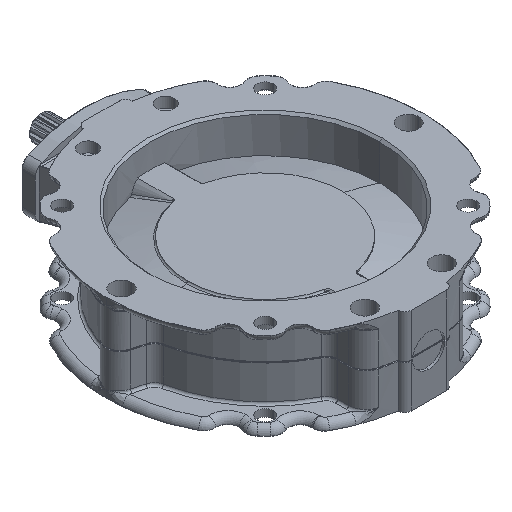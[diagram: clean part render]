
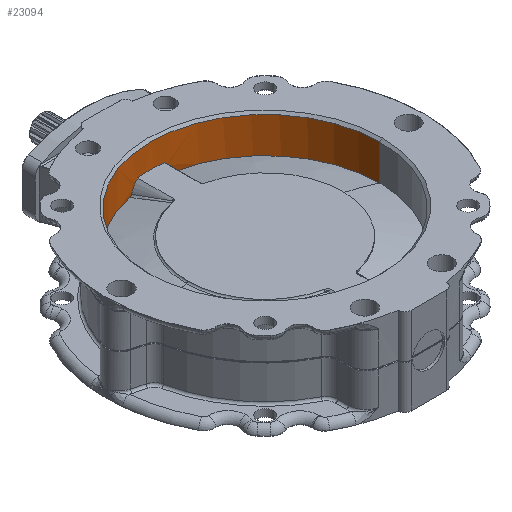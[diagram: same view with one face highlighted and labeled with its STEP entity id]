
A CAD part, isometric view. The second image highlights one B-rep face of the part: STEP entity #23094.
In plain terms, the highlighted cylindrical face has radius 100 mm (diameter 200 mm), a partial arc.
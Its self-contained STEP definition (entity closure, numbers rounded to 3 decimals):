
#82 = CARTESIAN_POINT ( 'NONE',  ( 17.984, 98.37, 6.133 ) ) ;
#146 = ORIENTED_EDGE ( 'NONE', *, *, #27319, .T. ) ;
#1187 = CARTESIAN_POINT ( 'NONE',  ( -100., 0., 36. ) ) ;
#1206 = CARTESIAN_POINT ( 'NONE',  ( 100., 0., 36. ) ) ;
#1628 = CARTESIAN_POINT ( 'NONE',  ( -19.513, 98.078, 5. ) ) ;
#1787 = CARTESIAN_POINT ( 'NONE',  ( -16.406, 98.645, 9.594 ) ) ;
#2708 = CARTESIAN_POINT ( 'NONE',  ( 100., 0., 5. ) ) ;
#2929 = DIRECTION ( 'NONE',  ( 0., 0., 1. ) ) ;
#3119 = CARTESIAN_POINT ( 'NONE',  ( 17.252, 98.501, 8.01 ) ) ;
#3256 = CARTESIAN_POINT ( 'NONE',  ( 16.417, 98.644, 9.607 ) ) ;
#3651 = DIRECTION ( 'NONE',  ( 0., 0., -1. ) ) ;
#3779 = EDGE_CURVE ( 'NONE', #26466, #8248, #20832, .T. ) ;
#4083 = CARTESIAN_POINT ( 'NONE',  ( -18.944, 98.189, 5.158 ) ) ;
#4133 = VERTEX_POINT ( 'NONE', #1187 ) ;
#4269 = AXIS2_PLACEMENT_3D ( 'NONE', #22891, #2929, #4974 ) ;
#4974 = DIRECTION ( 'NONE',  ( -1., 0., 0. ) ) ;
#5088 = VERTEX_POINT ( 'NONE', #1206 ) ;
#5180 = CARTESIAN_POINT ( 'NONE',  ( 11.662, 99.318, 15. ) ) ;
#5268 = DIRECTION ( 'NONE',  ( 0., 0., -1. ) ) ;
#5505 = EDGE_CURVE ( 'NONE', #5088, #4133, #17767, .T. ) ;
#5743 = CARTESIAN_POINT ( 'NONE',  ( 17.917, 98.382, 6.323 ) ) ;
#5817 = CARTESIAN_POINT ( 'NONE',  ( 18.946, 98.189, 5.166 ) ) ;
#6052 = ORIENTED_EDGE ( 'NONE', *, *, #17422, .F. ) ;
#6496 = CARTESIAN_POINT ( 'NONE',  ( 19.315, 98.117, 5.033 ) ) ;
#6886 = AXIS2_PLACEMENT_3D ( 'NONE', #12846, #3651, #12558 ) ;
#7187 = CARTESIAN_POINT ( 'NONE',  ( -100., 0., 5. ) ) ;
#7228 = DIRECTION ( 'NONE',  ( 0., 0., -1. ) ) ;
#7849 = DIRECTION ( 'NONE',  ( 1., 0., 0. ) ) ;
#7926 = VERTEX_POINT ( 'NONE', #7187 ) ;
#8248 = VERTEX_POINT ( 'NONE', #21849 ) ;
#8689 = CARTESIAN_POINT ( 'NONE',  ( 18.076, 98.353, 5.956 ) ) ;
#8794 = EDGE_CURVE ( 'NONE', #7926, #24095, #17337, .T. ) ;
#8847 = ORIENTED_EDGE ( 'NONE', *, *, #5505, .T. ) ;
#8883 = VERTEX_POINT ( 'NONE', #2708 ) ;
#8973 = CARTESIAN_POINT ( 'NONE',  ( 18.309, 98.31, 5.633 ) ) ;
#9868 = CARTESIAN_POINT ( 'NONE',  ( 19.711, 98.038, 5. ) ) ;
#10078 = FACE_OUTER_BOUND ( 'NONE', #18053, .T. ) ;
#10271 = CARTESIAN_POINT ( 'NONE',  ( 11.662, 99.318, 15. ) ) ;
#10344 = CARTESIAN_POINT ( 'NONE',  ( 18.686, 98.239, 5.312 ) ) ;
#10536 = CARTESIAN_POINT ( 'NONE',  ( -18.292, 98.313, 5.606 ) ) ;
#10707 = EDGE_CURVE ( 'NONE', #12535, #15480, #11744, .T. ) ;
#10720 = ORIENTED_EDGE ( 'NONE', *, *, #19737, .T. ) ;
#10842 = CARTESIAN_POINT ( 'NONE',  ( -11.662, 99.318, 15. ) ) ;
#11316 = DIRECTION ( 'NONE',  ( -1., 0., 0. ) ) ;
#11744 = B_SPLINE_CURVE_WITH_KNOTS ( 'NONE', 3,
 ( #5743, #27599, #3119, #3256, #12027, #14626, #12164, #23647, #21035, #23508, #21316, #10271 ),
 .UNSPECIFIED., .F., .F.,
 ( 4, 2, 2, 2, 2, 4 ),
 ( 0.096, 0.098, 0.101, 0.103, 0.104, 0.107 ),
 .UNSPECIFIED. ) ;
#12027 = CARTESIAN_POINT ( 'NONE',  ( 15.943, 98.722, 10.375 ) ) ;
#12143 = ORIENTED_EDGE ( 'NONE', *, *, #3779, .F. ) ;
#12164 = CARTESIAN_POINT ( 'NONE',  ( 14.865, 98.889, 11.842 ) ) ;
#12535 = VERTEX_POINT ( 'NONE', #25460 ) ;
#12558 = DIRECTION ( 'NONE',  ( -1., 0., 0. ) ) ;
#12709 = CARTESIAN_POINT ( 'NONE',  ( -18.769, 98.223, 5.25 ) ) ;
#12846 = CARTESIAN_POINT ( 'NONE',  ( 0., 0., 5. ) ) ;
#12876 = CARTESIAN_POINT ( 'NONE',  ( -16.63, 98.608, 9.2 ) ) ;
#13125 = CARTESIAN_POINT ( 'NONE',  ( -17.917, 98.382, 6.323 ) ) ;
#13385 = EDGE_CURVE ( 'NONE', #12535, #26465, #25141, .T. ) ;
#14023 = CARTESIAN_POINT ( 'NONE',  ( 19.711, 98.038, 5. ) ) ;
#14085 = CARTESIAN_POINT ( 'NONE',  ( -11.662, 99.318, 15. ) ) ;
#14396 = CARTESIAN_POINT ( 'NONE',  ( 0., 0., 15. ) ) ;
#14626 = CARTESIAN_POINT ( 'NONE',  ( 15.145, 98.847, 11.481 ) ) ;
#14697 = CARTESIAN_POINT ( 'NONE',  ( 19.036, 98.171, 5.127 ) ) ;
#14903 = CARTESIAN_POINT ( 'NONE',  ( -15.928, 98.724, 10.369 ) ) ;
#15048 = CARTESIAN_POINT ( 'NONE',  ( -14.303, 98.974, 12.54 ) ) ;
#15480 = VERTEX_POINT ( 'NONE', #5180 ) ;
#15708 = CIRCLE ( 'NONE', #6886, 100. ) ;
#15972 = ORIENTED_EDGE ( 'NONE', *, *, #13385, .T. ) ;
#17056 = CARTESIAN_POINT ( 'NONE',  ( -19.711, 98.038, 5. ) ) ;
#17337 = CIRCLE ( 'NONE', #18750, 100. ) ;
#17422 = EDGE_CURVE ( 'NONE', #5088, #8883, #26802, .T. ) ;
#17556 = CARTESIAN_POINT ( 'NONE',  ( 18.771, 98.222, 5.258 ) ) ;
#17767 = CIRCLE ( 'NONE', #4269, 100. ) ;
#18053 = EDGE_LOOP ( 'NONE', ( #6052, #8847, #146, #22048, #23734, #12143, #22413, #27529, #15972, #10720 ) ) ;
#18064 = DIRECTION ( 'NONE',  ( 0., 0., -1. ) ) ;
#18684 = CARTESIAN_POINT ( 'NONE',  ( -100., 0., 38. ) ) ;
#18750 = AXIS2_PLACEMENT_3D ( 'NONE', #27331, #7228, #11316 ) ;
#19077 = CARTESIAN_POINT ( 'NONE',  ( 17.917, 98.382, 6.323 ) ) ;
#19406 = CARTESIAN_POINT ( 'NONE',  ( -19.32, 98.116, 5.032 ) ) ;
#19433 = CARTESIAN_POINT ( 'NONE',  ( -12.381, 99.233, 14.441 ) ) ;
#19565 = CARTESIAN_POINT ( 'NONE',  ( -17.617, 98.437, 7.174 ) ) ;
#19737 = EDGE_CURVE ( 'NONE', #26465, #8883, #15708, .T. ) ;
#20211 = VECTOR ( 'NONE', #27288, 1000. ) ;
#20459 = EDGE_CURVE ( 'NONE', #24095, #8248, #27258, .T. ) ;
#20517 = AXIS2_PLACEMENT_3D ( 'NONE', #14396, #23275, #7849 ) ;
#20579 = LINE ( 'NONE', #18684, #20211 ) ;
#20832 = B_SPLINE_CURVE_WITH_KNOTS ( 'NONE', 3,
 ( #10842, #19433, #28607, #15048, #28325, #22029, #14903, #1787, #12876, #25992, #19565, #24068 ),
 .UNSPECIFIED., .F., .F.,
 ( 4, 2, 2, 2, 2, 4 ),
 ( 0.013, 0.015, 0.018, 0.019, 0.021, 0.023 ),
 .UNSPECIFIED. ) ;
#21035 = CARTESIAN_POINT ( 'NONE',  ( 13.982, 99.018, 12.872 ) ) ;
#21316 = CARTESIAN_POINT ( 'NONE',  ( 12.375, 99.234, 14.445 ) ) ;
#21409 = CARTESIAN_POINT ( 'NONE',  ( 0., 0., 38. ) ) ;
#21849 = CARTESIAN_POINT ( 'NONE',  ( -17.917, 98.382, 6.323 ) ) ;
#22029 = CARTESIAN_POINT ( 'NONE',  ( -15.674, 98.764, 10.748 ) ) ;
#22048 = ORIENTED_EDGE ( 'NONE', *, *, #8794, .T. ) ;
#22413 = ORIENTED_EDGE ( 'NONE', *, *, #23374, .F. ) ;
#22574 = CARTESIAN_POINT ( 'NONE',  ( 100., 0., 38. ) ) ;
#22699 = CARTESIAN_POINT ( 'NONE',  ( -19.711, 98.038, 5. ) ) ;
#22891 = CARTESIAN_POINT ( 'NONE',  ( 0., 0., 36. ) ) ;
#23094 = ADVANCED_FACE ( 'NONE', ( #10078 ), #23307, .F. ) ;
#23275 = DIRECTION ( 'NONE',  ( 0., 0., 1. ) ) ;
#23307 = CYLINDRICAL_SURFACE ( 'NONE', #24663, 100. ) ;
#23374 = EDGE_CURVE ( 'NONE', #15480, #26466, #27024, .T. ) ;
#23508 = CARTESIAN_POINT ( 'NONE',  ( 13.044, 99.148, 13.844 ) ) ;
#23647 = CARTESIAN_POINT ( 'NONE',  ( 14.284, 98.975, 12.537 ) ) ;
#23734 = ORIENTED_EDGE ( 'NONE', *, *, #20459, .T. ) ;
#24068 = CARTESIAN_POINT ( 'NONE',  ( -17.917, 98.382, 6.323 ) ) ;
#24095 = VERTEX_POINT ( 'NONE', #22699 ) ;
#24644 = CARTESIAN_POINT ( 'NONE',  ( 19.513, 98.078, 5. ) ) ;
#24663 = AXIS2_PLACEMENT_3D ( 'NONE', #21409, #5268, #25361 ) ;
#25141 = B_SPLINE_CURVE_WITH_KNOTS ( 'NONE', 3,
 ( #19077, #82, #8689, #8973, #25775, #10344, #17556, #5817, #14697, #6496, #24644, #14023 ),
 .UNSPECIFIED., .F., .F.,
 ( 4, 2, 2, 2, 2, 4 ),
 ( 0., 0.001, 0.001, 0.001, 0.002, 0.002 ),
 .UNSPECIFIED. ) ;
#25361 = DIRECTION ( 'NONE',  ( -1., 0., 0. ) ) ;
#25460 = CARTESIAN_POINT ( 'NONE',  ( 17.917, 98.382, 6.323 ) ) ;
#25775 = CARTESIAN_POINT ( 'NONE',  ( 18.449, 98.284, 5.489 ) ) ;
#25992 = CARTESIAN_POINT ( 'NONE',  ( -17.257, 98.501, 8. ) ) ;
#26107 = CARTESIAN_POINT ( 'NONE',  ( -18.051, 98.357, 5.943 ) ) ;
#26465 = VERTEX_POINT ( 'NONE', #9868 ) ;
#26466 = VERTEX_POINT ( 'NONE', #14085 ) ;
#26802 = LINE ( 'NONE', #22574, #27301 ) ;
#27024 = CIRCLE ( 'NONE', #20517, 100. ) ;
#27258 = B_SPLINE_CURVE_WITH_KNOTS ( 'NONE', 3,
 ( #17056, #1628, #19406, #4083, #12709, #10536, #26107, #13125 ),
 .UNSPECIFIED., .F., .F.,
 ( 4, 2, 2, 4 ),
 ( 0., 0.001, 0.001, 0.002 ),
 .UNSPECIFIED. ) ;
#27288 = DIRECTION ( 'NONE',  ( 0., 0., -1. ) ) ;
#27301 = VECTOR ( 'NONE', #18064, 1000. ) ;
#27319 = EDGE_CURVE ( 'NONE', #4133, #7926, #20579, .T. ) ;
#27331 = CARTESIAN_POINT ( 'NONE',  ( 0., 0., 5. ) ) ;
#27529 = ORIENTED_EDGE ( 'NONE', *, *, #10707, .F. ) ;
#27599 = CARTESIAN_POINT ( 'NONE',  ( 17.614, 98.437, 7.182 ) ) ;
#28325 = CARTESIAN_POINT ( 'NONE',  ( -14.88, 98.888, 11.849 ) ) ;
#28607 = CARTESIAN_POINT ( 'NONE',  ( -13.054, 99.146, 13.835 ) ) ;
